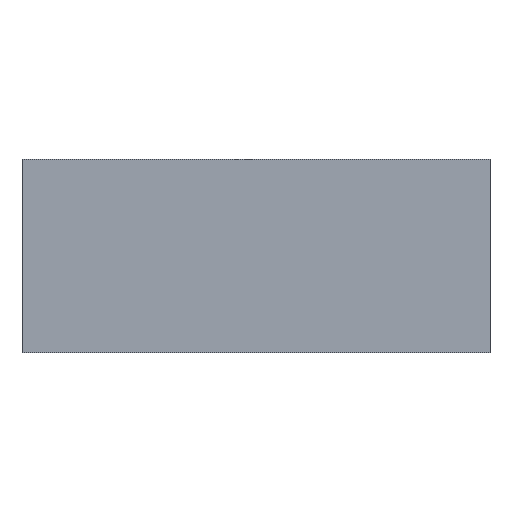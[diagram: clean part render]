
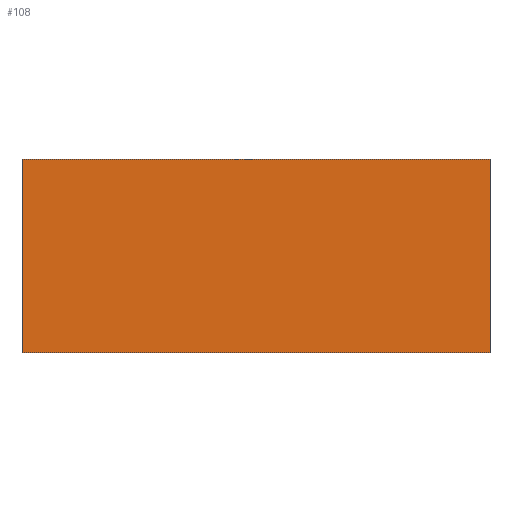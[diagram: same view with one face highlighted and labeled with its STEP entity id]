
A CAD part, front view. The second image highlights one B-rep face of the part: STEP entity #108.
In plain terms, the highlighted planar face has unit normal (0, -1, 0).
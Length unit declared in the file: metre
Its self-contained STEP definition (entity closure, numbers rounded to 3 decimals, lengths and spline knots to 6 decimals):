
#28=ORIENTED_EDGE('',*,*,#51,.F.);
#29=ORIENTED_EDGE('',*,*,#52,.F.);
#30=ORIENTED_EDGE('',*,*,#53,.T.);
#31=ORIENTED_EDGE('',*,*,#49,.T.);
#49=EDGE_CURVE('',#61,#60,#69,.T.);
#51=EDGE_CURVE('',#62,#60,#71,.T.);
#52=EDGE_CURVE('',#63,#62,#72,.T.);
#53=EDGE_CURVE('',#63,#61,#73,.T.);
#60=VERTEX_POINT('',#169);
#61=VERTEX_POINT('',#171);
#62=VERTEX_POINT('',#175);
#63=VERTEX_POINT('',#177);
#69=LINE('',#170,#81);
#71=LINE('',#174,#83);
#72=LINE('',#176,#84);
#73=LINE('',#178,#85);
#81=VECTOR('',#142,1.);
#83=VECTOR('',#146,1.);
#84=VECTOR('',#147,1.);
#85=VECTOR('',#148,1.);
#90=EDGE_LOOP('',(#28,#29,#30,#31));
#96=FACE_BOUND('',#90,.T.);
#102=PLANE('',#127);
#108=ADVANCED_FACE('',(#96),#102,.T.);
#127=AXIS2_PLACEMENT_3D('',#173,#144,#145);
#142=DIRECTION('',(0.,0.,-1.));
#144=DIRECTION('',(0.,-1.,0.));
#145=DIRECTION('',(1.,0.,0.));
#146=DIRECTION('',(-1.,0.,0.));
#147=DIRECTION('',(0.,0.,-1.));
#148=DIRECTION('',(-1.,0.,0.));
#169=CARTESIAN_POINT('',(0.0074,0.04655,0.0075));
#170=CARTESIAN_POINT('',(0.0074,0.04655,0.0243));
#171=CARTESIAN_POINT('',(0.0074,0.04655,0.0243));
#173=CARTESIAN_POINT('',(0.,0.04655,0.0243));
#174=CARTESIAN_POINT('',(0.,0.04655,0.0075));
#175=CARTESIAN_POINT('',(0.048,0.04655,0.0075));
#176=CARTESIAN_POINT('',(0.048,0.04655,0.0243));
#177=CARTESIAN_POINT('',(0.048,0.04655,0.0243));
#178=CARTESIAN_POINT('',(0.,0.04655,0.0243));
